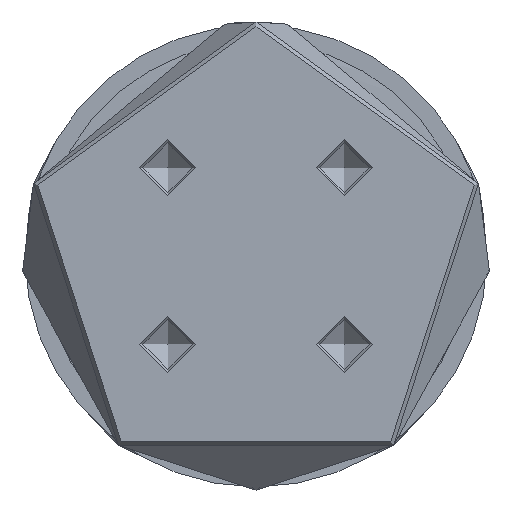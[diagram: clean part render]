
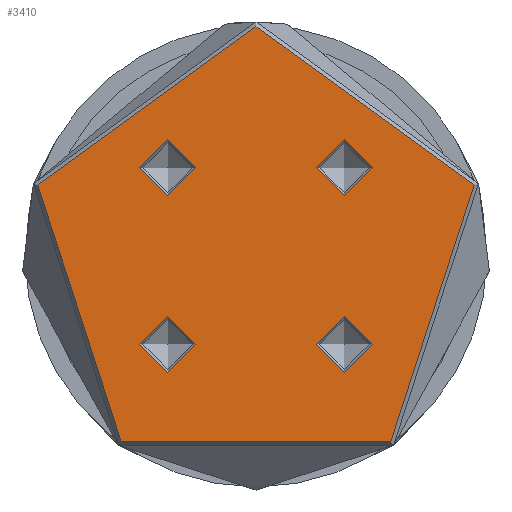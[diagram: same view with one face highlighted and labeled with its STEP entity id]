
A CAD part, front view. The second image highlights one B-rep face of the part: STEP entity #3410.
In plain terms, the highlighted face is planar.
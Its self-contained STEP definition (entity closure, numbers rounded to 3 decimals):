
#98 = VERTEX_POINT ( 'NONE', #2722 ) ;
#121 = DIRECTION ( 'NONE',  ( 0., 0., 1. ) ) ;
#140 = EDGE_LOOP ( 'NONE', ( #354 ) ) ;
#354 = ORIENTED_EDGE ( 'NONE', *, *, #5010, .T. ) ;
#413 = DIRECTION ( 'NONE',  ( 0., 0., 1. ) ) ;
#438 = DIRECTION ( 'NONE',  ( -1., 0., 0. ) ) ;
#554 = EDGE_LOOP ( 'NONE', ( #1022 ) ) ;
#674 = EDGE_CURVE ( 'NONE', #3495, #3495, #3417, .T. ) ;
#679 = ORIENTED_EDGE ( 'NONE', *, *, #3013, .F. ) ;
#776 = CARTESIAN_POINT ( 'NONE',  ( 14.142, -14.142, 0. ) ) ;
#951 = FACE_BOUND ( 'NONE', #5215, .T. ) ;
#1022 = ORIENTED_EDGE ( 'NONE', *, *, #1824, .F. ) ;
#1100 = FACE_BOUND ( 'NONE', #2955, .T. ) ;
#1244 = CARTESIAN_POINT ( 'NONE',  ( -18.642, 14.142, 0. ) ) ;
#1251 = DIRECTION ( 'NONE',  ( 1., 0., 0. ) ) ;
#1463 = CIRCLE ( 'NONE', #2442, 4.5 ) ;
#1676 = AXIS2_PLACEMENT_3D ( 'NONE', #2961, #121, #3419 ) ;
#1766 = CARTESIAN_POINT ( 'NONE',  ( 18.642, -14.142, 0. ) ) ;
#1824 = EDGE_CURVE ( 'NONE', #3203, #3203, #5378, .T. ) ;
#2442 = AXIS2_PLACEMENT_3D ( 'NONE', #3231, #413, #3696 ) ;
#2634 = DIRECTION ( 'NONE',  ( 0., 0., -1. ) ) ;
#2722 = CARTESIAN_POINT ( 'NONE',  ( 36.75, 0., 0. ) ) ;
#2819 = CARTESIAN_POINT ( 'NONE',  ( 14.142, 14.142, 0. ) ) ;
#2829 = AXIS2_PLACEMENT_3D ( 'NONE', #5429, #2634, #5917 ) ;
#2955 = EDGE_LOOP ( 'NONE', ( #5149 ) ) ;
#2961 = CARTESIAN_POINT ( 'NONE',  ( 0., 0., 0. ) ) ;
#3013 = EDGE_CURVE ( 'NONE', #5403, #5403, #1463, .T. ) ;
#3203 = VERTEX_POINT ( 'NONE', #3613 ) ;
#3231 = CARTESIAN_POINT ( 'NONE',  ( -14.142, -14.142, 0. ) ) ;
#3262 = DIRECTION ( 'NONE',  ( 0., 0., -1. ) ) ;
#3278 = DIRECTION ( 'NONE',  ( 1., 0., 0. ) ) ;
#3315 = FACE_OUTER_BOUND ( 'NONE', #140, .T. ) ;
#3410 = ADVANCED_FACE ( 'NONE', ( #4701, #951, #1100, #3466, #3315 ), #4480, .F. ) ;
#3417 = CIRCLE ( 'NONE', #4693, 4.5 ) ;
#3419 = DIRECTION ( 'NONE',  ( 1., 0., 0. ) ) ;
#3466 = FACE_BOUND ( 'NONE', #554, .T. ) ;
#3495 = VERTEX_POINT ( 'NONE', #1244 ) ;
#3613 = CARTESIAN_POINT ( 'NONE',  ( 18.642, 14.142, 0. ) ) ;
#3658 = ORIENTED_EDGE ( 'NONE', *, *, #674, .T. ) ;
#3696 = DIRECTION ( 'NONE',  ( -1., 0., 0. ) ) ;
#3806 = CIRCLE ( 'NONE', #4547, 4.5 ) ;
#4073 = DIRECTION ( 'NONE',  ( 0., 0., -1. ) ) ;
#4236 = CIRCLE ( 'NONE', #1676, 36.75 ) ;
#4461 = EDGE_CURVE ( 'NONE', #5106, #5106, #3806, .T. ) ;
#4480 = PLANE ( 'NONE',  #2829 ) ;
#4547 = AXIS2_PLACEMENT_3D ( 'NONE', #776, #4073, #1251 ) ;
#4688 = EDGE_LOOP ( 'NONE', ( #679 ) ) ;
#4693 = AXIS2_PLACEMENT_3D ( 'NONE', #6082, #3262, #438 ) ;
#4701 = FACE_BOUND ( 'NONE', #4688, .T. ) ;
#5010 = EDGE_CURVE ( 'NONE', #98, #98, #4236, .T. ) ;
#5106 = VERTEX_POINT ( 'NONE', #1766 ) ;
#5149 = ORIENTED_EDGE ( 'NONE', *, *, #4461, .T. ) ;
#5215 = EDGE_LOOP ( 'NONE', ( #3658 ) ) ;
#5378 = CIRCLE ( 'NONE', #5491, 4.5 ) ;
#5403 = VERTEX_POINT ( 'NONE', #5501 ) ;
#5429 = CARTESIAN_POINT ( 'NONE',  ( 0., 0., 0. ) ) ;
#5491 = AXIS2_PLACEMENT_3D ( 'NONE', #2819, #6105, #3278 ) ;
#5501 = CARTESIAN_POINT ( 'NONE',  ( -18.642, -14.142, 0. ) ) ;
#5917 = DIRECTION ( 'NONE',  ( -1., 0., 0. ) ) ;
#6082 = CARTESIAN_POINT ( 'NONE',  ( -14.142, 14.142, 0. ) ) ;
#6105 = DIRECTION ( 'NONE',  ( 0., 0., 1. ) ) ;
